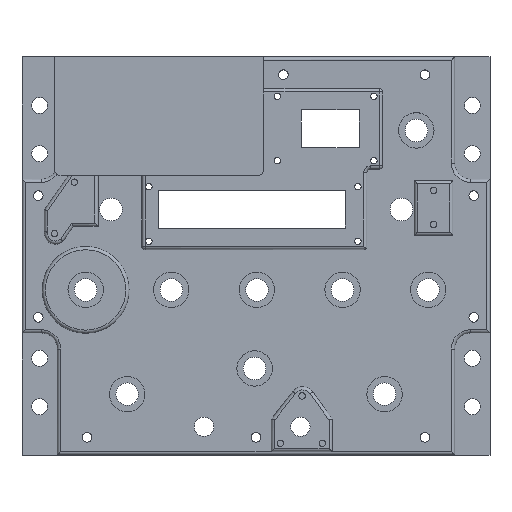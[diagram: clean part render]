
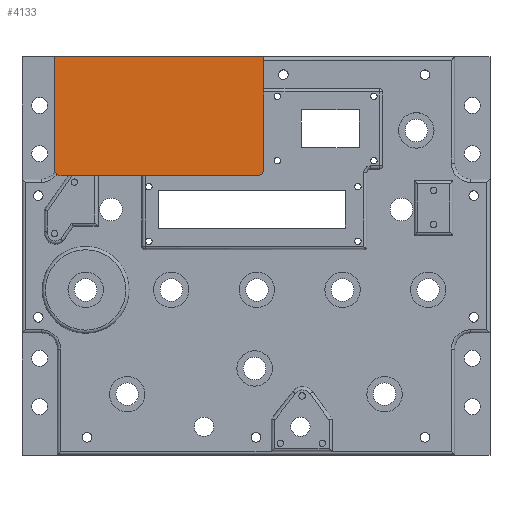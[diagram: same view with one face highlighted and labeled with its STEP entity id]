
A CAD part, top view. The second image highlights one B-rep face of the part: STEP entity #4133.
In plain terms, the highlighted face is planar.
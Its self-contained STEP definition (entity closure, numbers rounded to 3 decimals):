
#316=CIRCLE('',#4397,2.);
#318=CIRCLE('',#4401,2.);
#542=FACE_OUTER_BOUND('',#788,.T.);
#788=EDGE_LOOP('',(#2887,#2888,#2889,#2890,#2891,#2892));
#1175=LINE('',#6288,#1527);
#1178=LINE('',#6294,#1530);
#1179=LINE('',#6296,#1531);
#1180=LINE('',#6298,#1532);
#1527=VECTOR('',#4945,10.);
#1530=VECTOR('',#4950,10.);
#1531=VECTOR('',#4951,10.);
#1532=VECTOR('',#4952,10.);
#1872=VERTEX_POINT('',#6278);
#1873=VERTEX_POINT('',#6279);
#1876=VERTEX_POINT('',#6287);
#1878=VERTEX_POINT('',#6293);
#1879=VERTEX_POINT('',#6295);
#1880=VERTEX_POINT('',#6297);
#2265=EDGE_CURVE('',#1872,#1873,#316,.T.);
#2269=EDGE_CURVE('',#1876,#1873,#1175,.T.);
#2272=EDGE_CURVE('',#1872,#1878,#1178,.T.);
#2273=EDGE_CURVE('',#1878,#1879,#1179,.T.);
#2274=EDGE_CURVE('',#1879,#1880,#1180,.T.);
#2275=EDGE_CURVE('',#1876,#1880,#318,.T.);
#2887=ORIENTED_EDGE('',*,*,#2265,.F.);
#2888=ORIENTED_EDGE('',*,*,#2272,.T.);
#2889=ORIENTED_EDGE('',*,*,#2273,.T.);
#2890=ORIENTED_EDGE('',*,*,#2274,.T.);
#2891=ORIENTED_EDGE('',*,*,#2275,.F.);
#2892=ORIENTED_EDGE('',*,*,#2269,.T.);
#4025=PLANE('',#4400);
#4133=ADVANCED_FACE('',(#542),#4025,.T.);
#4397=AXIS2_PLACEMENT_3D('',#6280,#4937,#4938);
#4400=AXIS2_PLACEMENT_3D('',#6292,#4948,#4949);
#4401=AXIS2_PLACEMENT_3D('',#6299,#4953,#4954);
#4937=DIRECTION('center_axis',(1.,0.,0.));
#4938=DIRECTION('ref_axis',(0.,-0.707,0.707));
#4945=DIRECTION('',(0.,0.,1.));
#4948=DIRECTION('center_axis',(-1.,0.,0.));
#4949=DIRECTION('ref_axis',(0.,0.,1.));
#4950=DIRECTION('',(0.,1.,0.));
#4951=DIRECTION('',(0.,0.,-1.));
#4952=DIRECTION('',(0.,-1.,0.));
#4953=DIRECTION('center_axis',(1.,0.,0.));
#4954=DIRECTION('ref_axis',(0.,-0.707,-0.707));
#6278=CARTESIAN_POINT('',(164.773,1184.2,72.473));
#6279=CARTESIAN_POINT('',(164.773,1182.2,70.473));
#6280=CARTESIAN_POINT('Origin',(164.773,1184.2,70.473));
#6287=CARTESIAN_POINT('',(164.773,1182.2,9.473));
#6288=CARTESIAN_POINT('',(164.773,1182.2,72.473));
#6292=CARTESIAN_POINT('Origin',(164.773,1200.7,39.973));
#6293=CARTESIAN_POINT('',(164.773,1219.2,72.473));
#6294=CARTESIAN_POINT('',(164.773,1219.2,72.473));
#6295=CARTESIAN_POINT('',(164.773,1219.2,7.473));
#6296=CARTESIAN_POINT('',(164.773,1219.2,7.473));
#6297=CARTESIAN_POINT('',(164.773,1184.2,7.473));
#6298=CARTESIAN_POINT('',(164.773,1182.2,7.473));
#6299=CARTESIAN_POINT('Origin',(164.773,1184.2,9.473));
